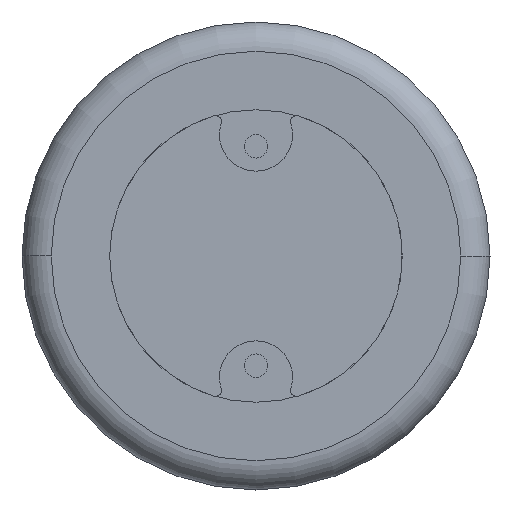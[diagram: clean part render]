
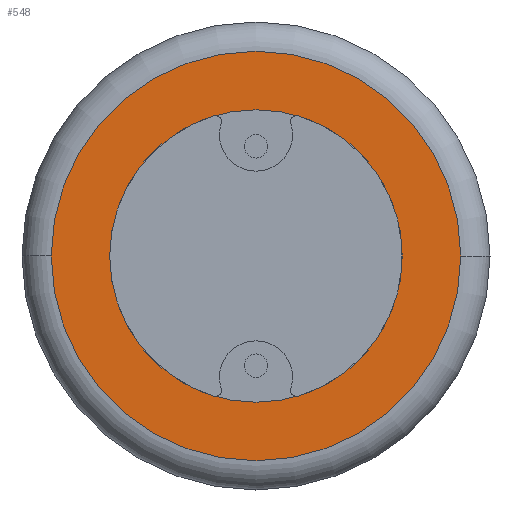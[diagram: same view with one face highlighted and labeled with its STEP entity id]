
A CAD part, front view. The second image highlights one B-rep face of the part: STEP entity #548.
In plain terms, the highlighted planar face has unit normal (0, -1, 0).
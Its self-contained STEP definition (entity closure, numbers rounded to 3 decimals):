
#28 = ORIENTED_EDGE ( 'NONE', *, *, #274, .F. ) ;
#50 = VERTEX_POINT ( 'NONE', #534 ) ;
#56 = DIRECTION ( 'NONE',  ( 0., -1., 0. ) ) ;
#103 = DIRECTION ( 'NONE',  ( 1., 0., 0. ) ) ;
#162 = EDGE_CURVE ( 'NONE', #647, #50, #1259, .T. ) ;
#167 = DIRECTION ( 'NONE',  ( 1., 0., 0. ) ) ;
#173 = PLANE ( 'NONE',  #545 ) ;
#202 = DIRECTION ( 'NONE',  ( 0., -1., 0. ) ) ;
#235 = CARTESIAN_POINT ( 'NONE',  ( 0., 0.5, 0. ) ) ;
#251 = ORIENTED_EDGE ( 'NONE', *, *, #162, .T. ) ;
#274 = EDGE_CURVE ( 'NONE', #487, #1185, #1304, .T. ) ;
#280 = CARTESIAN_POINT ( 'NONE',  ( -7., 0.5, 0. ) ) ;
#340 = DIRECTION ( 'NONE',  ( 1., 0., 0. ) ) ;
#388 = AXIS2_PLACEMENT_3D ( 'NONE', #235, #663, #340 ) ;
#396 = AXIS2_PLACEMENT_3D ( 'NONE', #993, #486, #167 ) ;
#480 = FACE_BOUND ( 'NONE', #785, .T. ) ;
#486 = DIRECTION ( 'NONE',  ( 0., -1., 0. ) ) ;
#487 = VERTEX_POINT ( 'NONE', #763 ) ;
#499 = ORIENTED_EDGE ( 'NONE', *, *, #1301, .T. ) ;
#507 = AXIS2_PLACEMENT_3D ( 'NONE', #1034, #202, #103 ) ;
#534 = CARTESIAN_POINT ( 'NONE',  ( 7., 0.5, 0. ) ) ;
#545 = AXIS2_PLACEMENT_3D ( 'NONE', #1293, #56, #885 ) ;
#548 = ADVANCED_FACE ( 'NONE', ( #480, #1133 ), #173, .T. ) ;
#611 = AXIS2_PLACEMENT_3D ( 'NONE', #923, #730, #630 ) ;
#630 = DIRECTION ( 'NONE',  ( 1., 0., 0. ) ) ;
#647 = VERTEX_POINT ( 'NONE', #280 ) ;
#663 = DIRECTION ( 'NONE',  ( 0., -1., 0. ) ) ;
#730 = DIRECTION ( 'NONE',  ( 0., -1., 0. ) ) ;
#732 = CIRCLE ( 'NONE', #388, 5. ) ;
#763 = CARTESIAN_POINT ( 'NONE',  ( -5., 0.5, 0. ) ) ;
#785 = EDGE_LOOP ( 'NONE', ( #1200, #28 ) ) ;
#792 = CIRCLE ( 'NONE', #611, 7. ) ;
#885 = DIRECTION ( 'NONE',  ( 1., 0., 0. ) ) ;
#923 = CARTESIAN_POINT ( 'NONE',  ( 0., 0.5, 0. ) ) ;
#993 = CARTESIAN_POINT ( 'NONE',  ( 0., 0.5, 0. ) ) ;
#1034 = CARTESIAN_POINT ( 'NONE',  ( 0., 0.5, 0. ) ) ;
#1095 = EDGE_CURVE ( 'NONE', #1185, #487, #732, .T. ) ;
#1133 = FACE_OUTER_BOUND ( 'NONE', #1309, .T. ) ;
#1185 = VERTEX_POINT ( 'NONE', #1279 ) ;
#1200 = ORIENTED_EDGE ( 'NONE', *, *, #1095, .F. ) ;
#1259 = CIRCLE ( 'NONE', #396, 7. ) ;
#1279 = CARTESIAN_POINT ( 'NONE',  ( 5., 0.5, 0. ) ) ;
#1293 = CARTESIAN_POINT ( 'NONE',  ( 7., 0.5, 0. ) ) ;
#1301 = EDGE_CURVE ( 'NONE', #50, #647, #792, .T. ) ;
#1304 = CIRCLE ( 'NONE', #507, 5. ) ;
#1309 = EDGE_LOOP ( 'NONE', ( #499, #251 ) ) ;
